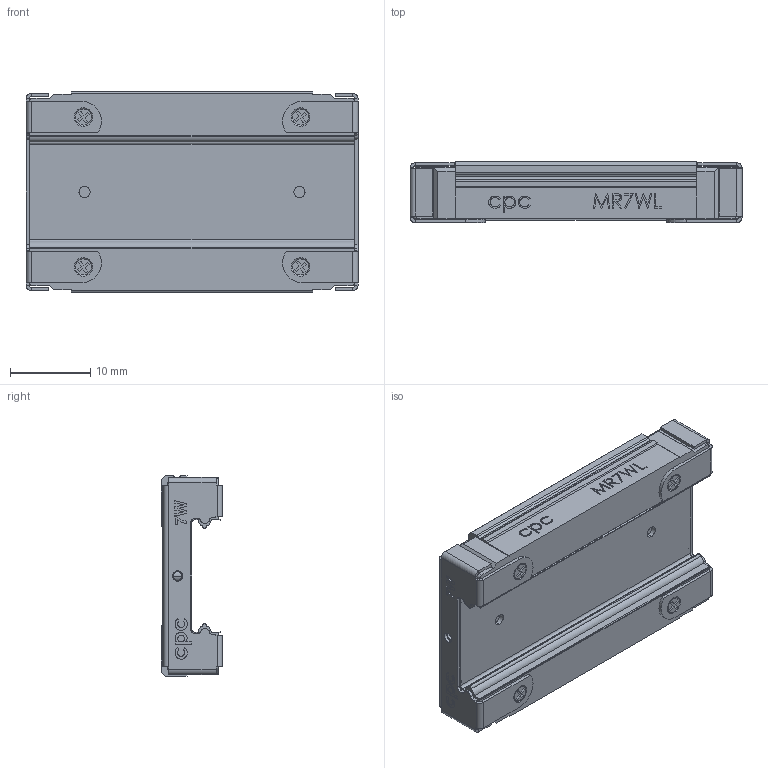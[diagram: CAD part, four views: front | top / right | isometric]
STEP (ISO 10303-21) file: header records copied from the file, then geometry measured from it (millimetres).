
FILE_DESCRIPTION (( 'STEP AP214' ), '1' );
FILE_NAME ('7WL-SUE-ZUE.STEP', '2012-07-13T10:35:07', ( 'CMU02' ), ( '' ), 'SwSTEP 2.0', 'SolidWorks 2010', '' );
FILE_SCHEMA (( 'AUTOMOTIVE_DESIGN' ));
Length unit declared in the file: millimetre
Products named in the file (5): 7WL-SUE-ZUE-block; MR7W加強片-x2_Default; screwM1.4_預設 ; M1x0.25-screw-2 ; 7WL-SUE-ZUE
Assembly tree (9 placements, depth 2):
  7WL-SUE-ZUE
    MR7W加強片-x2_Default  x2
    screwM1.4_預設   x2
    M1x0.25-screw-2   x4
    7WL-SUE-ZUE-block
Bounding box: 41.4 x 7.64 x 25 mm (x, y, z)
Volume: 5116.2 mm3; surface area: 5086.3 mm2
Topology: 9 solids, 9 shells, 1038 faces, 2726 edges, 1772 vertices
Faces by surface type: plane 625, bspline 222, cylinder 139, cone 52
Entity records: 31484 total; most frequent: CARTESIAN_POINT 14230, ORIENTED_EDGE 3740, DIRECTION 2864, EDGE_CURVE 1870, LINE 1340, VECTOR 1340, VERTEX_POINT 1224, EDGE_LOOP 782
